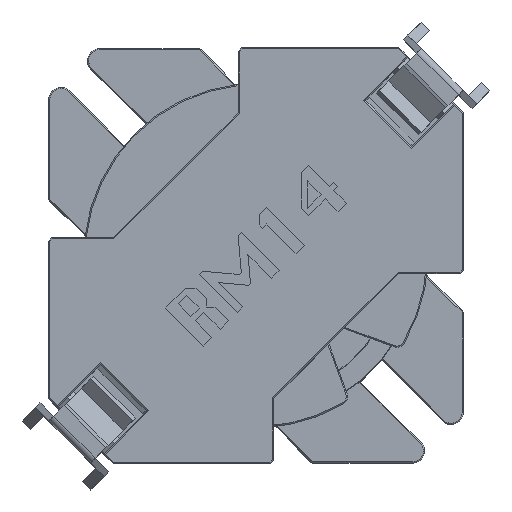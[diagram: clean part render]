
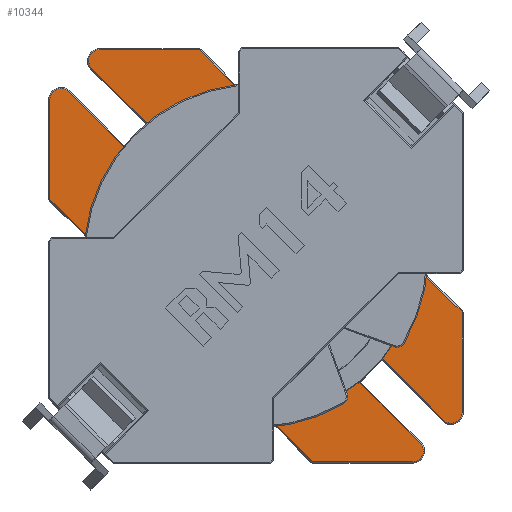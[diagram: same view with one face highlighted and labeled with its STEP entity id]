
A CAD part, top view. The second image highlights one B-rep face of the part: STEP entity #10344.
In plain terms, the highlighted planar face has unit normal (0, 0, 1).
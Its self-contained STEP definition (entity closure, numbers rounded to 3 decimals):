
#88=CIRCLE('',#10864,14.3);
#95=CIRCLE('',#10889,0.916);
#97=CIRCLE('',#10893,1.37);
#99=CIRCLE('',#10897,0.916);
#102=CIRCLE('',#10904,14.3);
#107=CIRCLE('',#10923,0.916);
#109=CIRCLE('',#10927,1.37);
#111=CIRCLE('',#10931,0.916);
#119=CIRCLE('',#10976,8.36);
#204=FACE_BOUND('',#1794,.T.);
#626=PLANE('',#10975);
#1185=FACE_OUTER_BOUND('',#1793,.T.);
#1793=EDGE_LOOP('',(#8949,#8950,#8951,#8952,#8953,#8954,#8955,#8956,#8957,
#8958,#8959,#8960,#8961,#8962,#8963,#8964,#8965,#8966,#8967,#8968));
#1794=EDGE_LOOP('',(#8969));
#2805=LINE('',#16465,#4042);
#2853=LINE('',#16618,#4090);
#2861=LINE('',#16634,#4098);
#2865=LINE('',#16646,#4102);
#2869=LINE('',#16658,#4106);
#2873=LINE('',#16668,#4110);
#2874=LINE('',#16670,#4111);
#2884=LINE('',#16691,#4121);
#2900=LINE('',#16721,#4137);
#2904=LINE('',#16733,#4141);
#2908=LINE('',#16745,#4145);
#2912=LINE('',#16755,#4149);
#4042=VECTOR('',#12839,4.248);
#4090=VECTOR('',#12951,4.248);
#4098=VECTOR('',#12965,8.409);
#4102=VECTOR('',#12977,8.571);
#4106=VECTOR('',#12989,8.571);
#4110=VECTOR('',#13001,8.409);
#4111=VECTOR('',#13004,4.248);
#4121=VECTOR('',#13036,4.248);
#4137=VECTOR('',#13072,8.409);
#4141=VECTOR('',#13084,8.571);
#4145=VECTOR('',#13096,8.571);
#4149=VECTOR('',#13108,8.409);
#5010=VERTEX_POINT('',#16342);
#5013=VERTEX_POINT('',#16352);
#5025=VERTEX_POINT('',#16456);
#5028=VERTEX_POINT('',#16469);
#5041=VERTEX_POINT('',#16540);
#5044=VERTEX_POINT('',#16553);
#5062=VERTEX_POINT('',#16609);
#5065=VERTEX_POINT('',#16622);
#5068=VERTEX_POINT('',#16632);
#5070=VERTEX_POINT('',#16638);
#5072=VERTEX_POINT('',#16644);
#5074=VERTEX_POINT('',#16650);
#5076=VERTEX_POINT('',#16656);
#5078=VERTEX_POINT('',#16662);
#5082=VERTEX_POINT('',#16719);
#5084=VERTEX_POINT('',#16725);
#5086=VERTEX_POINT('',#16731);
#5088=VERTEX_POINT('',#16737);
#5090=VERTEX_POINT('',#16743);
#5092=VERTEX_POINT('',#16749);
#5153=VERTEX_POINT('',#16945);
#6223=EDGE_CURVE('',#5010,#5025,#2805,.T.);
#6248=EDGE_CURVE('',#5025,#5041,#88,.T.);
#6282=EDGE_CURVE('',#5041,#5062,#2853,.T.);
#6290=EDGE_CURVE('',#5068,#5065,#2861,.T.);
#6293=EDGE_CURVE('',#5070,#5068,#95,.T.);
#6296=EDGE_CURVE('',#5072,#5070,#2865,.T.);
#6299=EDGE_CURVE('',#5074,#5072,#97,.T.);
#6302=EDGE_CURVE('',#5076,#5074,#2869,.T.);
#6305=EDGE_CURVE('',#5078,#5076,#99,.T.);
#6308=EDGE_CURVE('',#5062,#5078,#2873,.T.);
#6309=EDGE_CURVE('',#5065,#5044,#2874,.T.);
#6314=EDGE_CURVE('',#5044,#5028,#102,.T.);
#6323=EDGE_CURVE('',#5028,#5013,#2884,.T.);
#6341=EDGE_CURVE('',#5082,#5010,#2900,.T.);
#6344=EDGE_CURVE('',#5084,#5082,#107,.T.);
#6347=EDGE_CURVE('',#5086,#5084,#2904,.T.);
#6350=EDGE_CURVE('',#5088,#5086,#109,.T.);
#6353=EDGE_CURVE('',#5090,#5088,#2908,.T.);
#6356=EDGE_CURVE('',#5092,#5090,#111,.T.);
#6359=EDGE_CURVE('',#5013,#5092,#2912,.T.);
#6453=EDGE_CURVE('',#5153,#5153,#119,.T.);
#8949=ORIENTED_EDGE('',*,*,#6290,.F.);
#8950=ORIENTED_EDGE('',*,*,#6293,.F.);
#8951=ORIENTED_EDGE('',*,*,#6296,.F.);
#8952=ORIENTED_EDGE('',*,*,#6299,.F.);
#8953=ORIENTED_EDGE('',*,*,#6302,.F.);
#8954=ORIENTED_EDGE('',*,*,#6305,.F.);
#8955=ORIENTED_EDGE('',*,*,#6308,.F.);
#8956=ORIENTED_EDGE('',*,*,#6282,.F.);
#8957=ORIENTED_EDGE('',*,*,#6248,.F.);
#8958=ORIENTED_EDGE('',*,*,#6223,.F.);
#8959=ORIENTED_EDGE('',*,*,#6341,.F.);
#8960=ORIENTED_EDGE('',*,*,#6344,.F.);
#8961=ORIENTED_EDGE('',*,*,#6347,.F.);
#8962=ORIENTED_EDGE('',*,*,#6350,.F.);
#8963=ORIENTED_EDGE('',*,*,#6353,.F.);
#8964=ORIENTED_EDGE('',*,*,#6356,.F.);
#8965=ORIENTED_EDGE('',*,*,#6359,.F.);
#8966=ORIENTED_EDGE('',*,*,#6323,.F.);
#8967=ORIENTED_EDGE('',*,*,#6314,.F.);
#8968=ORIENTED_EDGE('',*,*,#6309,.F.);
#8969=ORIENTED_EDGE('',*,*,#6453,.T.);
#10344=ADVANCED_FACE('',(#1185,#204),#626,.T.);
#10864=AXIS2_PLACEMENT_3D('',#16550,#12883,#12884);
#10889=AXIS2_PLACEMENT_3D('',#16640,#12970,#12971);
#10893=AXIS2_PLACEMENT_3D('',#16652,#12982,#12983);
#10897=AXIS2_PLACEMENT_3D('',#16664,#12994,#12995);
#10904=AXIS2_PLACEMENT_3D('',#16677,#13014,#13015);
#10923=AXIS2_PLACEMENT_3D('',#16727,#13077,#13078);
#10927=AXIS2_PLACEMENT_3D('',#16739,#13089,#13090);
#10931=AXIS2_PLACEMENT_3D('',#16751,#13101,#13102);
#10975=AXIS2_PLACEMENT_3D('',#16944,#13278,#13279);
#10976=AXIS2_PLACEMENT_3D('',#16946,#13280,#13281);
#12839=DIRECTION('',(0.695,-0.719,0.));
#12883=DIRECTION('center_axis',(0.,0.,-1.));
#12884=DIRECTION('ref_axis',(0.993,-0.118,0.));
#12951=DIRECTION('',(0.719,-0.695,0.));
#12965=DIRECTION('',(-1.,0.,0.));
#12970=DIRECTION('center_axis',(0.,0.,-1.));
#12971=DIRECTION('ref_axis',(0.,-1.,0.));
#12977=DIRECTION('',(0.707,-0.707,0.));
#12982=DIRECTION('center_axis',(0.,0.,1.));
#12983=DIRECTION('ref_axis',(-0.707,-0.707,0.));
#12989=DIRECTION('',(-0.707,0.707,0.));
#12994=DIRECTION('center_axis',(0.,0.,-1.));
#12995=DIRECTION('ref_axis',(-0.707,-0.707,0.));
#13001=DIRECTION('',(0.,-1.,0.));
#13004=DIRECTION('',(-0.695,0.719,0.));
#13014=DIRECTION('center_axis',(0.,0.,-1.));
#13015=DIRECTION('ref_axis',(-0.993,0.118,0.));
#13036=DIRECTION('',(-0.719,0.695,0.));
#13072=DIRECTION('',(1.,0.,0.));
#13077=DIRECTION('center_axis',(0.,0.,-1.));
#13078=DIRECTION('ref_axis',(0.,1.,0.));
#13084=DIRECTION('',(-0.707,0.707,0.));
#13089=DIRECTION('center_axis',(0.,0.,1.));
#13090=DIRECTION('ref_axis',(-0.707,-0.707,0.));
#13096=DIRECTION('',(0.707,-0.707,0.));
#13101=DIRECTION('center_axis',(0.,0.,-1.));
#13102=DIRECTION('ref_axis',(0.707,0.707,0.));
#13108=DIRECTION('',(0.,1.,0.));
#13278=DIRECTION('center_axis',(0.,0.,1.));
#13279=DIRECTION('ref_axis',(1.,0.,0.));
#13280=DIRECTION('center_axis',(0.,0.,-1.));
#13281=DIRECTION('ref_axis',(1.,0.,0.));
#16342=CARTESIAN_POINT('',(-4.691,17.248,5.95));
#16352=CARTESIAN_POINT('',(-17.248,4.691,5.95));
#16456=CARTESIAN_POINT('',(-1.737,14.194,5.95));
#16465=CARTESIAN_POINT('',(-2.939,15.436,5.95));
#16469=CARTESIAN_POINT('',(-14.194,1.737,5.95));
#16540=CARTESIAN_POINT('',(14.194,-1.737,5.95));
#16550=CARTESIAN_POINT('Origin',(0.,0.,5.95));
#16553=CARTESIAN_POINT('',(1.737,-14.194,5.95));
#16609=CARTESIAN_POINT('',(17.248,-4.691,5.95));
#16618=CARTESIAN_POINT('',(6.308,5.888,5.95));
#16622=CARTESIAN_POINT('',(4.691,-17.248,5.95));
#16632=CARTESIAN_POINT('',(13.099,-17.248,5.95));
#16634=CARTESIAN_POINT('',(-2.916,-17.248,5.95));
#16638=CARTESIAN_POINT('',(13.747,-15.684,5.95));
#16640=CARTESIAN_POINT('Origin',(13.099,-16.332,5.95));
#16644=CARTESIAN_POINT('',(7.686,-9.624,5.95));
#16646=CARTESIAN_POINT('',(1.149,-3.087,5.95));
#16650=CARTESIAN_POINT('',(9.624,-7.686,5.95));
#16652=CARTESIAN_POINT('Origin',(8.655,-8.655,5.95));
#16656=CARTESIAN_POINT('',(15.684,-13.747,5.95));
#16658=CARTESIAN_POINT('',(0.057,1.881,5.95));
#16662=CARTESIAN_POINT('',(17.248,-13.099,5.95));
#16664=CARTESIAN_POINT('Origin',(16.332,-13.099,5.95));
#16668=CARTESIAN_POINT('',(17.248,-1.31,5.95));
#16670=CARTESIAN_POINT('',(-7.362,-4.784,5.95));
#16677=CARTESIAN_POINT('Origin',(0.,0.,5.95));
#16691=CARTESIAN_POINT('',(-16.961,4.413,5.95));
#16719=CARTESIAN_POINT('',(-13.099,17.248,5.95));
#16721=CARTESIAN_POINT('',(-7.564,17.248,5.95));
#16725=CARTESIAN_POINT('',(-13.747,15.684,5.95));
#16727=CARTESIAN_POINT('Origin',(-13.099,16.332,5.95));
#16731=CARTESIAN_POINT('',(-7.686,9.624,5.95));
#16733=CARTESIAN_POINT('',(-11.629,13.566,5.95));
#16737=CARTESIAN_POINT('',(-9.624,7.686,5.95));
#16739=CARTESIAN_POINT('Origin',(-8.655,8.655,5.95));
#16743=CARTESIAN_POINT('',(-15.684,13.747,5.95));
#16745=CARTESIAN_POINT('',(-10.536,8.598,5.95));
#16749=CARTESIAN_POINT('',(-17.248,13.099,5.95));
#16751=CARTESIAN_POINT('Origin',(-16.332,13.099,5.95));
#16755=CARTESIAN_POINT('',(-17.248,11.789,5.95));
#16944=CARTESIAN_POINT('Origin',(-10.479,10.479,5.95));
#16945=CARTESIAN_POINT('',(-8.36,0.,5.95));
#16946=CARTESIAN_POINT('Origin',(0.,0.,5.95));
